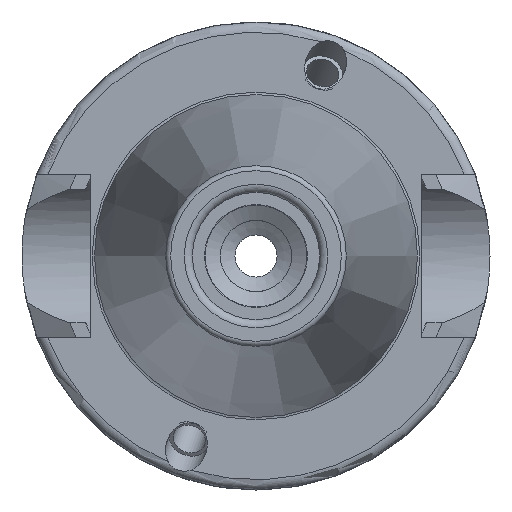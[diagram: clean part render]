
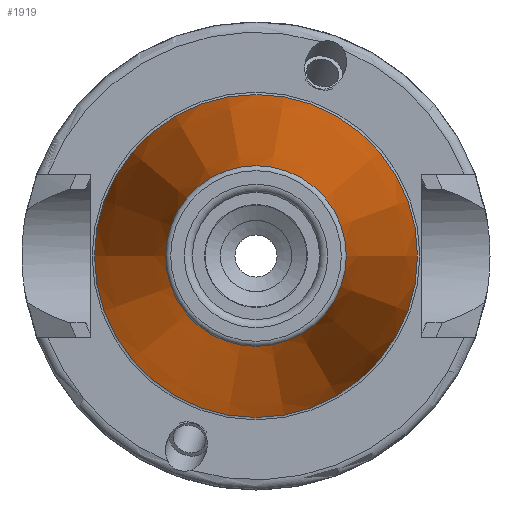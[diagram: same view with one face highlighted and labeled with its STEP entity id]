
A CAD part, left-side view. The second image highlights one B-rep face of the part: STEP entity #1919.
In plain terms, the highlighted conical face has half-angle 8.297 degrees and reference radius 12.377 mm.
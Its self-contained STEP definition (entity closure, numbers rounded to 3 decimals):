
#55=CONICAL_SURFACE('',#2218,12.377,0.145);
#164=LINE('',#3769,#242);
#242=VECTOR('',#2861,12.377);
#405=FACE_OUTER_BOUND('',#514,.T.);
#514=EDGE_LOOP('',(#1758,#1759,#1760,#1761,#1762,#1763,#1764));
#678=CIRCLE('',#2214,8.879);
#679=CIRCLE('',#2215,8.879);
#680=CIRCLE('',#2216,8.879);
#682=CIRCLE('',#2219,15.875);
#683=CIRCLE('',#2220,15.875);
#888=VERTEX_POINT('',#3757);
#889=VERTEX_POINT('',#3758);
#890=VERTEX_POINT('',#3760);
#891=VERTEX_POINT('',#3765);
#892=VERTEX_POINT('',#3766);
#1184=EDGE_CURVE('',#888,#889,#678,.T.);
#1185=EDGE_CURVE('',#890,#888,#679,.T.);
#1186=EDGE_CURVE('',#889,#890,#680,.T.);
#1188=EDGE_CURVE('',#891,#892,#682,.T.);
#1189=EDGE_CURVE('',#892,#891,#683,.T.);
#1190=EDGE_CURVE('',#892,#890,#164,.T.);
#1758=ORIENTED_EDGE('',*,*,#1188,.F.);
#1759=ORIENTED_EDGE('',*,*,#1189,.F.);
#1760=ORIENTED_EDGE('',*,*,#1190,.T.);
#1761=ORIENTED_EDGE('',*,*,#1185,.T.);
#1762=ORIENTED_EDGE('',*,*,#1184,.T.);
#1763=ORIENTED_EDGE('',*,*,#1186,.T.);
#1764=ORIENTED_EDGE('',*,*,#1190,.F.);
#1919=ADVANCED_FACE('',(#405),#55,.T.);
#2214=AXIS2_PLACEMENT_3D('',#3759,#2847,#2848);
#2215=AXIS2_PLACEMENT_3D('',#3761,#2849,#2850);
#2216=AXIS2_PLACEMENT_3D('',#3762,#2851,#2852);
#2218=AXIS2_PLACEMENT_3D('',#3764,#2855,#2856);
#2219=AXIS2_PLACEMENT_3D('',#3767,#2857,#2858);
#2220=AXIS2_PLACEMENT_3D('',#3768,#2859,#2860);
#2847=DIRECTION('center_axis',(1.,0.,0.));
#2848=DIRECTION('ref_axis',(0.,0.,-1.));
#2849=DIRECTION('center_axis',(1.,0.,0.));
#2850=DIRECTION('ref_axis',(0.,0.,-1.));
#2851=DIRECTION('center_axis',(1.,0.,0.));
#2852=DIRECTION('ref_axis',(0.,0.,-1.));
#2855=DIRECTION('center_axis',(1.,0.,0.));
#2856=DIRECTION('ref_axis',(0.,1.,0.));
#2857=DIRECTION('center_axis',(1.,0.,0.));
#2858=DIRECTION('ref_axis',(0.,0.,-1.));
#2859=DIRECTION('center_axis',(1.,0.,0.));
#2860=DIRECTION('ref_axis',(0.,0.,-1.));
#2861=DIRECTION('',(-0.99,0.144,0.));
#3757=CARTESIAN_POINT('',(-47.972,8.879,0.));
#3758=CARTESIAN_POINT('',(-47.972,0.,8.879));
#3759=CARTESIAN_POINT('Origin',(-47.972,0.,
0.));
#3760=CARTESIAN_POINT('',(-47.972,-8.879,0.));
#3761=CARTESIAN_POINT('Origin',(-47.972,0.,
0.));
#3762=CARTESIAN_POINT('Origin',(-47.972,0.,
0.));
#3764=CARTESIAN_POINT('Origin',(-23.986,0.,
0.));
#3765=CARTESIAN_POINT('',(0.,15.875,0.));
#3766=CARTESIAN_POINT('',(0.,-15.875,0.));
#3767=CARTESIAN_POINT('Origin',(0.,0.,
0.));
#3768=CARTESIAN_POINT('Origin',(0.,0.,
0.));
#3769=CARTESIAN_POINT('',(-23.986,-12.377,0.));
